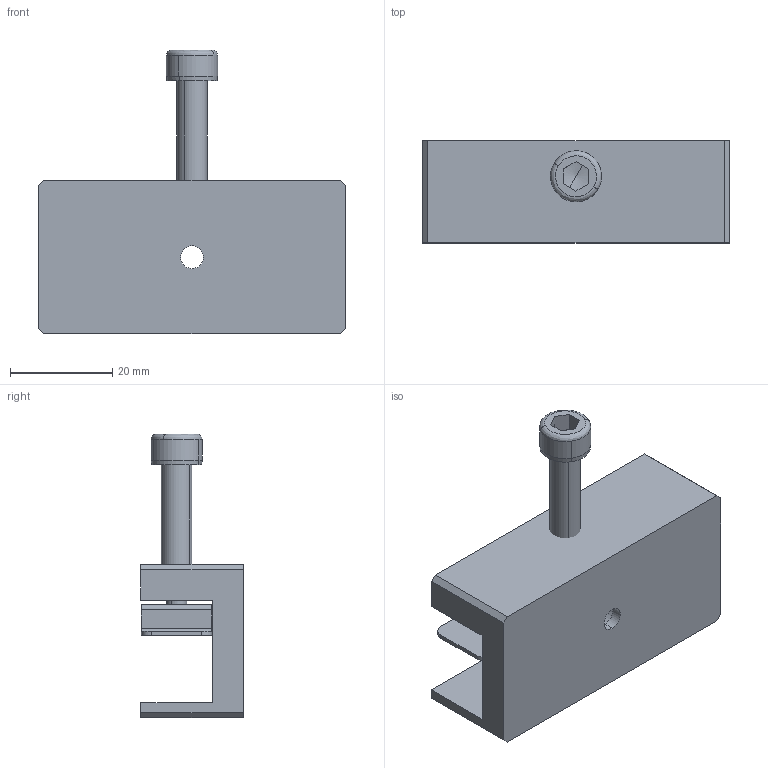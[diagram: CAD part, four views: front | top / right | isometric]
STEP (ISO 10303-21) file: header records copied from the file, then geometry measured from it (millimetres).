
FILE_DESCRIPTION (( 'STEP AP203' ), '1' );
FILE_NAME ('04PHF-1(M).STEP', '2016-03-17T01:58:41', ( '' ), ( '' ), 'SwSTEP 2.0', 'SolidWorks 2016', '' );
FILE_SCHEMA (( 'CONFIG_CONTROL_DESIGN' ));
Length unit declared in the file: millimetre
Products named in the file (1): 04PHF-1(M)
Bounding box: 60 x 20 x 55.5 mm (x, y, z)
Volume: 20716.8 mm3; surface area: 11380.6 mm2
Topology: 3 solids, 3 shells, 82 faces, 206 edges, 135 vertices
Faces by surface type: plane 42, cylinder 32, cone 6, bspline 2
Entity records: 2575 total; most frequent: CARTESIAN_POINT 486, DIRECTION 428, ORIENTED_EDGE 408, EDGE_CURVE 204, AXIS2_PLACEMENT_3D 153, VERTEX_POINT 135, VECTOR 122, LINE 122
